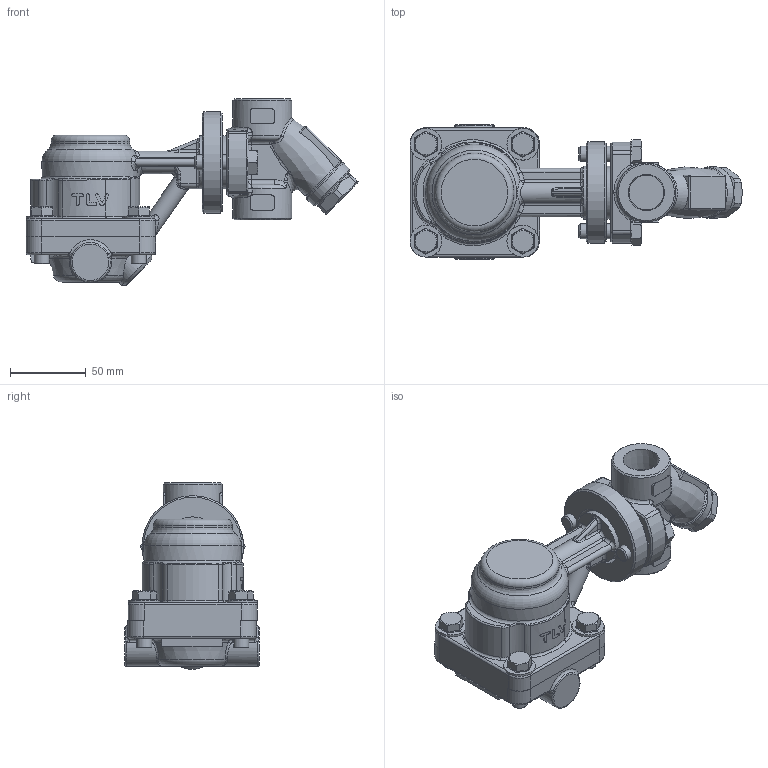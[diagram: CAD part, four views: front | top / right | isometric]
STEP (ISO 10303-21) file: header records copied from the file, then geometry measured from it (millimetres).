
FILE_DESCRIPTION(/* description */ (''),/* implementation_level */ '2;1');
FILE_NAME(/* name */ 'fs1nl-020-screw-00.stp',/* time_stamp */ '2018-09-14T14:08:58+09:00',/* author */ ('nakaot'),/* organization */ (''),/* preprocessor_version */ 'ST-DEVELOPER v15.6',/* originating_system */ 'Autodesk Inventor 2015',/* authorisation */ '');
FILE_SCHEMA (('CONFIG_CONTROL_DESIGN'));
Length unit declared in the file: centimetre
Products named in the file (1): fs1nl-020-screw-00
Bounding box: 219.12 x 89 x 123.08 mm (x, y, z)
Volume: 610093.9 mm3; surface area: 93640.4 mm2
Topology: 1 solids, 7 shells, 658 faces, 1557 edges, 933 vertices
Faces by surface type: cylinder 212, plane 209, bspline 99, torus 66, cone 62, sphere 10
Full cylindrical faces by diameter (mm): 4 x2, 6 x1, 7 x1, 10 x9, 10.5 x2, 11 x4, 12 x1, 14.5 x1, 16 x1, 21 x4, 23 x2, 24 x2, 24.2 x1, 25 x2, 28 x1, 29 x1, 30.9 x1, 33.6 x1, 33.8 x1, 34 x1, 35 x3, 35.5 x1, 35.6 x1, 39 x3, 52 x1, 67 x1
Entity records: 22653 total; most frequent: CARTESIAN_POINT 8404, ORIENTED_EDGE 2858, DIRECTION 2823, EDGE_CURVE 1429, AXIS2_PLACEMENT_3D 1195, VERTEX_POINT 893, EDGE_LOOP 786, FACE_OUTER_BOUND 658
